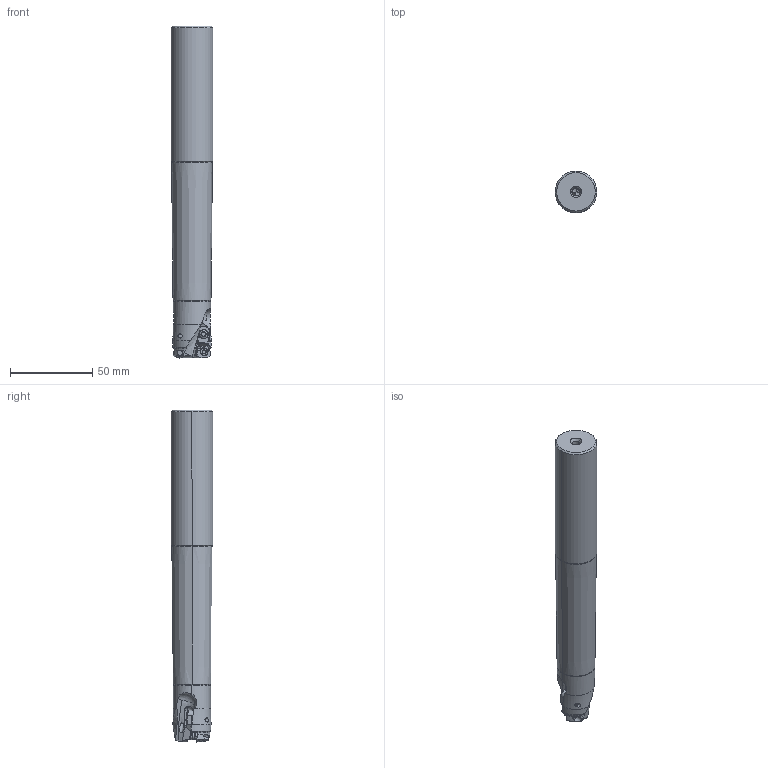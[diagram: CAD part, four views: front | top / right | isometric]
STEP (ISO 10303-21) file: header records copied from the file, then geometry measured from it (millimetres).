
FILE_DESCRIPTION(/* description */ (''),/* implementation_level */ '2;1');
FILE_NAME(/* name */ 'AJXU09R162SA16L.stp',/* time_stamp */ '2021-09-08T11:49:02+09:00',/* author */ (''),/* organization */ (''),/* preprocessor_version */ 'ST-DEVELOPER v16',/* originating_system */ 'SIEMENS PLM Software NX 10.0',/* authorisation */ '');
FILE_SCHEMA (('AUTOMOTIVE_DESIGN { 1 0 10303 214 3 1 1 1 }'));
Length unit declared in the file: millimetre
Products named in the file (1): AJXU09R162SA16L_ASM
Bounding box: 25.4 x 25.4 x 202.3 mm (x, y, z)
Volume: 86847.4 mm3; surface area: 20835 mm2
Topology: 9 solids, 9 shells, 414 faces, 1180 edges, 819 vertices
Faces by surface type: cylinder 188, plane 122, cone 64, torus 24, sphere 10, bspline 6
Entity records: 17641 total; most frequent: CARTESIAN_POINT 6240, DIRECTION 2401, ORIENTED_EDGE 2316, EDGE_CURVE 1158, AXIS2_PLACEMENT_3D 996, VERTEX_POINT 775, CIRCLE 498, EDGE_LOOP 447
